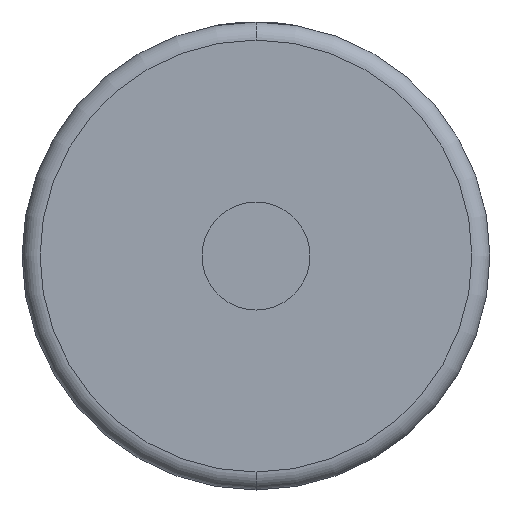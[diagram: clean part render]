
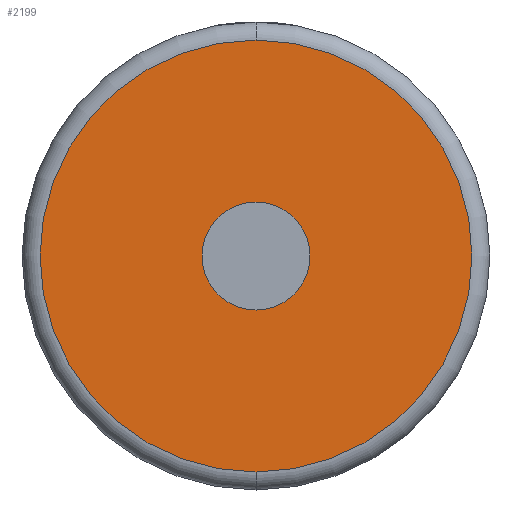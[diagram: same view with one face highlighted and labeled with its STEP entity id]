
A CAD part, front view. The second image highlights one B-rep face of the part: STEP entity #2199.
In plain terms, the highlighted planar face has unit normal (0, -1, 0).
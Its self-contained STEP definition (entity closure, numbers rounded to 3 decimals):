
#22 = ORIENTED_EDGE ( 'NONE', *, *, #246, .T. ) ;
#89 = VERTEX_POINT ( 'NONE', #3210 ) ;
#109 = EDGE_LOOP ( 'NONE', ( #22, #3166 ) ) ;
#148 = ORIENTED_EDGE ( 'NONE', *, *, #857, .F. ) ;
#154 = DIRECTION ( 'NONE',  ( 0., 0., 1. ) ) ;
#246 = EDGE_CURVE ( 'NONE', #2861, #89, #2740, .T. ) ;
#259 = AXIS2_PLACEMENT_3D ( 'NONE', #2807, #1024, #154 ) ;
#481 = CARTESIAN_POINT ( 'NONE',  ( 0., 0., 0. ) ) ;
#510 = FACE_BOUND ( 'NONE', #642, .T. ) ;
#642 = EDGE_LOOP ( 'NONE', ( #148, #774 ) ) ;
#756 = CIRCLE ( 'NONE', #1379, 6. ) ;
#774 = ORIENTED_EDGE ( 'NONE', *, *, #2400, .F. ) ;
#830 = CARTESIAN_POINT ( 'NONE',  ( 0., 0., 0. ) ) ;
#857 = EDGE_CURVE ( 'NONE', #3523, #2009, #756, .T. ) ;
#1024 = DIRECTION ( 'NONE',  ( 0., -1., 0. ) ) ;
#1089 = DIRECTION ( 'NONE',  ( 0., 0., 1. ) ) ;
#1171 = CARTESIAN_POINT ( 'NONE',  ( 0., 0., 0. ) ) ;
#1338 = DIRECTION ( 'NONE',  ( 0., -1., 0. ) ) ;
#1379 = AXIS2_PLACEMENT_3D ( 'NONE', #1171, #2647, #2384 ) ;
#1482 = DIRECTION ( 'NONE',  ( 0., 0., 1. ) ) ;
#1538 = CIRCLE ( 'NONE', #259, 6. ) ;
#1711 = DIRECTION ( 'NONE',  ( 0., 0., 1. ) ) ;
#1713 = DIRECTION ( 'NONE',  ( 0., -1., 0. ) ) ;
#2009 = VERTEX_POINT ( 'NONE', #3269 ) ;
#2025 = EDGE_CURVE ( 'NONE', #89, #2861, #2322, .T. ) ;
#2108 = CARTESIAN_POINT ( 'NONE',  ( 0., 0., 0. ) ) ;
#2199 = ADVANCED_FACE ( 'NONE', ( #3441, #510 ), #2686, .F. ) ;
#2309 = AXIS2_PLACEMENT_3D ( 'NONE', #2108, #2633, #1482 ) ;
#2322 = CIRCLE ( 'NONE', #2921, 24. ) ;
#2330 = CARTESIAN_POINT ( 'NONE',  ( 0., 0., 6. ) ) ;
#2384 = DIRECTION ( 'NONE',  ( 0., 0., 1. ) ) ;
#2400 = EDGE_CURVE ( 'NONE', #2009, #3523, #1538, .T. ) ;
#2610 = AXIS2_PLACEMENT_3D ( 'NONE', #481, #1338, #1711 ) ;
#2633 = DIRECTION ( 'NONE',  ( 0., 1., 0. ) ) ;
#2647 = DIRECTION ( 'NONE',  ( 0., -1., 0. ) ) ;
#2686 = PLANE ( 'NONE',  #2309 ) ;
#2740 = CIRCLE ( 'NONE', #2610, 24. ) ;
#2807 = CARTESIAN_POINT ( 'NONE',  ( 0., 0., 0. ) ) ;
#2861 = VERTEX_POINT ( 'NONE', #2937 ) ;
#2921 = AXIS2_PLACEMENT_3D ( 'NONE', #830, #1713, #1089 ) ;
#2937 = CARTESIAN_POINT ( 'NONE',  ( 0., 0., 24. ) ) ;
#3166 = ORIENTED_EDGE ( 'NONE', *, *, #2025, .T. ) ;
#3210 = CARTESIAN_POINT ( 'NONE',  ( 0., 0., -24. ) ) ;
#3269 = CARTESIAN_POINT ( 'NONE',  ( 0., 0., -6. ) ) ;
#3441 = FACE_OUTER_BOUND ( 'NONE', #109, .T. ) ;
#3523 = VERTEX_POINT ( 'NONE', #2330 ) ;
